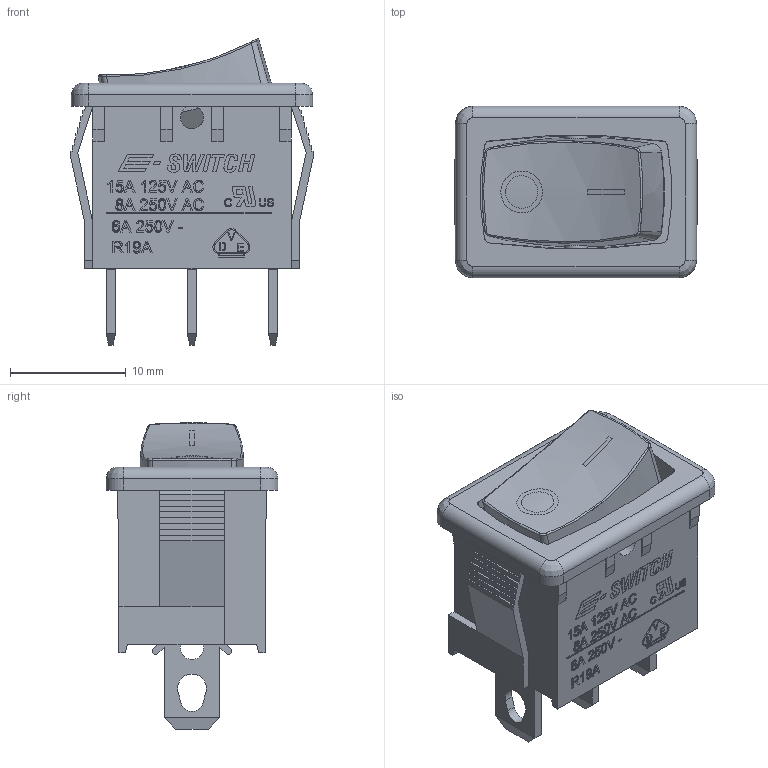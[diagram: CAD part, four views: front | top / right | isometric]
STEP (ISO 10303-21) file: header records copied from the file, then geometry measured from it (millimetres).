
FILE_DESCRIPTION((' '),'2;1');
FILE_NAME('R1966CxxxxxxFF.stp','2017-07-31T15:16:21',(' '),(' '),' ','ACIS',' ');
FILE_SCHEMA(('CONFIG_CONTROL_DESIGN'));
Length unit declared in the file: inch
Products named in the file (1): R1966CxxxxxxFF.stp
Bounding box: 20.94 x 14.8 x 26.41 mm (x, y, z)
Volume: 2269.8 mm3; surface area: 3390.9 mm2
Topology: 1 solids, 1 shells, 920 faces, 2451 edges, 1604 vertices
Faces by surface type: plane 553, bspline 295, cylinder 56, cone 16
Full cylindrical faces by diameter (mm): 2 x7
Entity records: 30683 total; most frequent: CARTESIAN_POINT 9592, ORIENTED_EDGE 4888, DIRECTION 3261, EDGE_CURVE 2444, VECTOR 1677, LINE 1677, VERTEX_POINT 1602, EDGE_LOOP 1018
